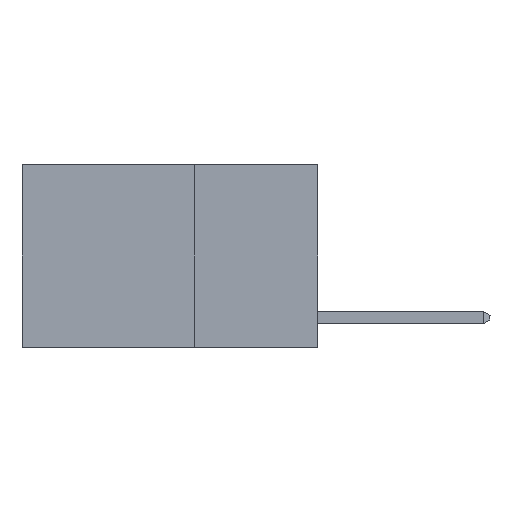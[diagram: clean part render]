
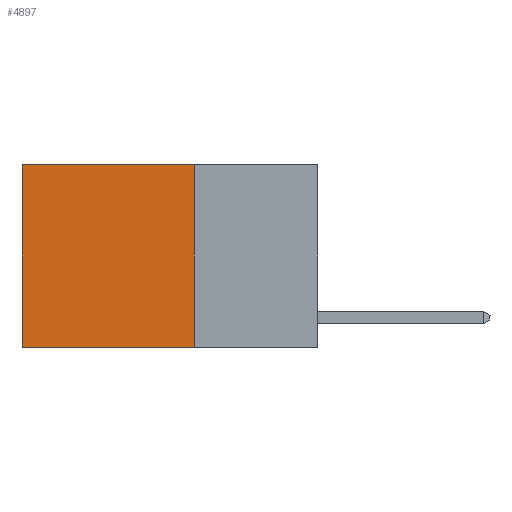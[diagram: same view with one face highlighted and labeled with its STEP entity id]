
A CAD part, left-side view. The second image highlights one B-rep face of the part: STEP entity #4897.
In plain terms, the highlighted planar face has unit normal (-1, 0, 0).
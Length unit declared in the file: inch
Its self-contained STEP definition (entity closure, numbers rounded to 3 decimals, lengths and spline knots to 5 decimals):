
#5 = ORIENTED_EDGE ( 'NONE', *, *, #12353, .T. ) ;
#661 = VERTEX_POINT ( 'NONE', #11478 ) ;
#1724 = DIRECTION ( 'NONE',  ( 0., 1., 0. ) ) ;
#1961 = DIRECTION ( 'NONE',  ( 0., 0., -1. ) ) ;
#3801 = CARTESIAN_POINT ( 'NONE',  ( 0.2625, 0.25, 0. ) ) ;
#4117 = VECTOR ( 'NONE', #12029, 39.37008 ) ;
#4817 = VECTOR ( 'NONE', #1961, 39.37008 ) ;
#4897 = ADVANCED_FACE ( 'NONE', ( #12329 ), #18543, .F. ) ;
#5823 = EDGE_CURVE ( 'NONE', #25188, #24240, #17101, .T. ) ;
#6283 = CARTESIAN_POINT ( 'NONE',  ( 0.2625, 0.6, 0. ) ) ;
#6678 = VECTOR ( 'NONE', #8675, 39.37008 ) ;
#6686 = EDGE_CURVE ( 'NONE', #13270, #25188, #25767, .T. ) ;
#8675 = DIRECTION ( 'NONE',  ( 0., 0., -1. ) ) ;
#9575 = EDGE_LOOP ( 'NONE', ( #23729, #14345, #20365, #5 ) ) ;
#9895 = LINE ( 'NONE', #11942, #4117 ) ;
#10504 = AXIS2_PLACEMENT_3D ( 'NONE', #23528, #11109, #13301 ) ;
#10676 = CARTESIAN_POINT ( 'NONE',  ( 0.2625, 0.25, 0. ) ) ;
#11109 = DIRECTION ( 'NONE',  ( 1., 0., 0. ) ) ;
#11478 = CARTESIAN_POINT ( 'NONE',  ( 0.2625, 0.6, 0. ) ) ;
#11942 = CARTESIAN_POINT ( 'NONE',  ( 0.2625, 0.25, 0. ) ) ;
#12029 = DIRECTION ( 'NONE',  ( 0., 1., 0. ) ) ;
#12329 = FACE_OUTER_BOUND ( 'NONE', #9575, .T. ) ;
#12353 = EDGE_CURVE ( 'NONE', #13270, #661, #9895, .T. ) ;
#13270 = VERTEX_POINT ( 'NONE', #3801 ) ;
#13301 = DIRECTION ( 'NONE',  ( 0., 0., -1. ) ) ;
#14345 = ORIENTED_EDGE ( 'NONE', *, *, #5823, .F. ) ;
#17101 = LINE ( 'NONE', #20444, #21995 ) ;
#17722 = EDGE_CURVE ( 'NONE', #661, #24240, #24242, .T. ) ;
#18543 = PLANE ( 'NONE',  #10504 ) ;
#19975 = CARTESIAN_POINT ( 'NONE',  ( 0.2625, 0.6, -0.37 ) ) ;
#20365 = ORIENTED_EDGE ( 'NONE', *, *, #6686, .F. ) ;
#20444 = CARTESIAN_POINT ( 'NONE',  ( 0.2625, 0.25, -0.37 ) ) ;
#21995 = VECTOR ( 'NONE', #1724, 39.37008 ) ;
#23528 = CARTESIAN_POINT ( 'NONE',  ( 0.2625, 0.25, 0. ) ) ;
#23729 = ORIENTED_EDGE ( 'NONE', *, *, #17722, .T. ) ;
#24025 = CARTESIAN_POINT ( 'NONE',  ( 0.2625, 0.25, -0.37 ) ) ;
#24240 = VERTEX_POINT ( 'NONE', #19975 ) ;
#24242 = LINE ( 'NONE', #6283, #4817 ) ;
#25188 = VERTEX_POINT ( 'NONE', #24025 ) ;
#25767 = LINE ( 'NONE', #10676, #6678 ) ;
